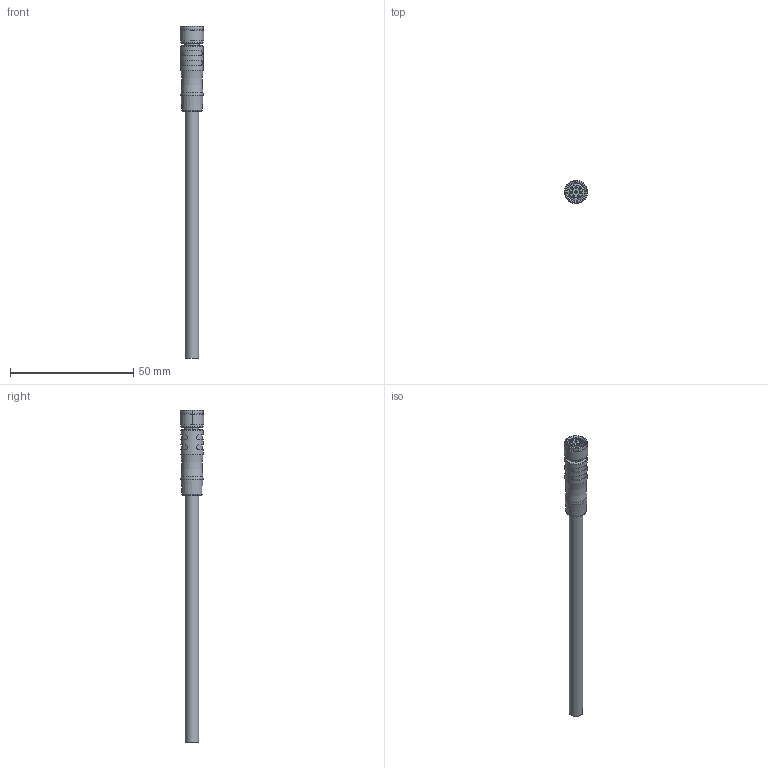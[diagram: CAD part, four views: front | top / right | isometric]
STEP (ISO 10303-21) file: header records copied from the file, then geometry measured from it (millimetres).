
FILE_DESCRIPTION(/* description */ (''),/* implementation_level */ '2;1');
FILE_NAME(/* name */ 'SK8-M-P00.stp',/* time_stamp */ '2018-12-10T15:15:54+08:00',/* author */ (''),/* organization */ (''),/* preprocessor_version */ 'ST-DEVELOPER v14',/* originating_system */ 'SIEMENS PLM Software NX 8.0',/* authorisation */ '');
FILE_SCHEMA (('AUTOMOTIVE_DESIGN { 1 0 10303 214 3 1 1 1 }'));
Length unit declared in the file: millimetre
Products named in the file (1): DELL299CF07Cieed
Bounding box: 9.5 x 9.5 x 134.6 mm (x, y, z)
Volume: 4251.4 mm3; surface area: 3293.1 mm2
Topology: 1 solids, 10 shells, 364 faces, 920 edges, 603 vertices
Faces by surface type: cylinder 205, plane 121, cone 28, torus 9, bspline 1
Full cylindrical faces by diameter (mm): 5.4 x1, 9 x1
Entity records: 13293 total; most frequent: CARTESIAN_POINT 2621, DIRECTION 2094, ORIENTED_EDGE 1814, EDGE_CURVE 907, AXIS2_PLACEMENT_3D 861, VERTEX_POINT 599, CIRCLE 497, EDGE_LOOP 418
